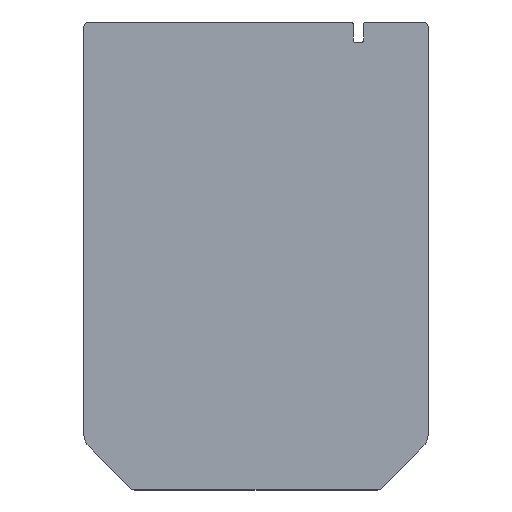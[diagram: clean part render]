
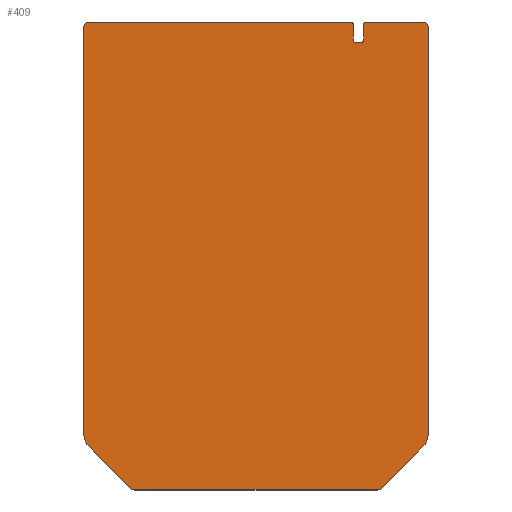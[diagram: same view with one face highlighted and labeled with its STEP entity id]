
A CAD part, top view. The second image highlights one B-rep face of the part: STEP entity #409.
In plain terms, the highlighted planar face has unit normal (0, 0, 1).
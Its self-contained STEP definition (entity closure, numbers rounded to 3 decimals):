
#19=PLANE('',#447);
#35=FACE_OUTER_BOUND('',#57,.T.);
#57=EDGE_LOOP('',(#319,#320,#321,#322,#323,#324,#325,#326,#327,#328,#329,
#330,#331,#332,#333,#334,#335,#336,#337,#338));
#75=LINE('',#608,#115);
#87=LINE('',#653,#127);
#91=LINE('',#664,#131);
#92=LINE('',#667,#132);
#93=LINE('',#671,#133);
#94=LINE('',#675,#134);
#95=LINE('',#679,#135);
#96=LINE('',#683,#136);
#97=LINE('',#687,#137);
#98=LINE('',#690,#138);
#115=VECTOR('',#481,12.);
#127=VECTOR('',#519,12.);
#131=VECTOR('',#533,4.);
#132=VECTOR('',#536,202.6);
#133=VECTOR('',#539,316.029);
#134=VECTOR('',#542,46.606);
#135=VECTOR('',#545,188.121);
#136=VECTOR('',#548,46.606);
#137=VECTOR('',#551,316.029);
#138=VECTOR('',#554,44.);
#151=CIRCLE('',#426,2.);
#162=CIRCLE('',#440,2.);
#163=CIRCLE('',#443,2.);
#164=CIRCLE('',#445,2.);
#165=CIRCLE('',#448,4.);
#166=CIRCLE('',#449,11.8);
#167=CIRCLE('',#450,4.);
#168=CIRCLE('',#451,4.);
#169=CIRCLE('',#452,11.8);
#170=CIRCLE('',#453,4.);
#171=VERTEX_POINT('',#595);
#172=VERTEX_POINT('',#596);
#176=VERTEX_POINT('',#606);
#194=VERTEX_POINT('',#646);
#195=VERTEX_POINT('',#648);
#196=VERTEX_POINT('',#652);
#197=VERTEX_POINT('',#656);
#198=VERTEX_POINT('',#660);
#199=VERTEX_POINT('',#666);
#200=VERTEX_POINT('',#668);
#201=VERTEX_POINT('',#670);
#202=VERTEX_POINT('',#672);
#203=VERTEX_POINT('',#674);
#204=VERTEX_POINT('',#676);
#205=VERTEX_POINT('',#678);
#206=VERTEX_POINT('',#680);
#207=VERTEX_POINT('',#682);
#208=VERTEX_POINT('',#684);
#209=VERTEX_POINT('',#686);
#210=VERTEX_POINT('',#688);
#211=EDGE_CURVE('',#171,#172,#151,.T.);
#217=EDGE_CURVE('',#171,#176,#75,.T.);
#237=EDGE_CURVE('',#194,#195,#162,.T.);
#239=EDGE_CURVE('',#196,#195,#87,.T.);
#241=EDGE_CURVE('',#196,#197,#163,.T.);
#244=EDGE_CURVE('',#198,#176,#164,.T.);
#245=EDGE_CURVE('',#198,#197,#91,.T.);
#246=EDGE_CURVE('',#199,#194,#92,.T.);
#247=EDGE_CURVE('',#200,#199,#165,.T.);
#248=EDGE_CURVE('',#201,#200,#93,.T.);
#249=EDGE_CURVE('',#202,#201,#166,.T.);
#250=EDGE_CURVE('',#203,#202,#94,.T.);
#251=EDGE_CURVE('',#204,#203,#167,.T.);
#252=EDGE_CURVE('',#205,#204,#95,.T.);
#253=EDGE_CURVE('',#206,#205,#168,.T.);
#254=EDGE_CURVE('',#207,#206,#96,.T.);
#255=EDGE_CURVE('',#208,#207,#169,.T.);
#256=EDGE_CURVE('',#209,#208,#97,.T.);
#257=EDGE_CURVE('',#210,#209,#170,.T.);
#258=EDGE_CURVE('',#172,#210,#98,.T.);
#319=ORIENTED_EDGE('',*,*,#211,.F.);
#320=ORIENTED_EDGE('',*,*,#217,.T.);
#321=ORIENTED_EDGE('',*,*,#244,.F.);
#322=ORIENTED_EDGE('',*,*,#245,.T.);
#323=ORIENTED_EDGE('',*,*,#241,.F.);
#324=ORIENTED_EDGE('',*,*,#239,.T.);
#325=ORIENTED_EDGE('',*,*,#237,.F.);
#326=ORIENTED_EDGE('',*,*,#246,.F.);
#327=ORIENTED_EDGE('',*,*,#247,.F.);
#328=ORIENTED_EDGE('',*,*,#248,.F.);
#329=ORIENTED_EDGE('',*,*,#249,.F.);
#330=ORIENTED_EDGE('',*,*,#250,.F.);
#331=ORIENTED_EDGE('',*,*,#251,.F.);
#332=ORIENTED_EDGE('',*,*,#252,.F.);
#333=ORIENTED_EDGE('',*,*,#253,.F.);
#334=ORIENTED_EDGE('',*,*,#254,.F.);
#335=ORIENTED_EDGE('',*,*,#255,.F.);
#336=ORIENTED_EDGE('',*,*,#256,.F.);
#337=ORIENTED_EDGE('',*,*,#257,.F.);
#338=ORIENTED_EDGE('',*,*,#258,.F.);
#409=ADVANCED_FACE('',(#35),#19,.T.);
#426=AXIS2_PLACEMENT_3D('',#597,#471,#472);
#440=AXIS2_PLACEMENT_3D('',#649,#514,#515);
#443=AXIS2_PLACEMENT_3D('',#657,#523,#524);
#445=AXIS2_PLACEMENT_3D('',#662,#529,#530);
#447=AXIS2_PLACEMENT_3D('',#665,#534,#535);
#448=AXIS2_PLACEMENT_3D('',#669,#537,#538);
#449=AXIS2_PLACEMENT_3D('',#673,#540,#541);
#450=AXIS2_PLACEMENT_3D('',#677,#543,#544);
#451=AXIS2_PLACEMENT_3D('',#681,#546,#547);
#452=AXIS2_PLACEMENT_3D('',#685,#549,#550);
#453=AXIS2_PLACEMENT_3D('',#689,#552,#553);
#471=DIRECTION('center_axis',(0.,0.,-1.));
#472=DIRECTION('ref_axis',(-0.707,0.707,0.));
#481=DIRECTION('',(0.,-1.,0.));
#514=DIRECTION('center_axis',(0.,0.,-1.));
#515=DIRECTION('ref_axis',(0.707,0.707,0.));
#519=DIRECTION('',(0.,1.,0.));
#523=DIRECTION('center_axis',(0.,0.,1.));
#524=DIRECTION('ref_axis',(-0.707,-0.707,0.));
#529=DIRECTION('center_axis',(0.,0.,1.));
#530=DIRECTION('ref_axis',(0.707,-0.707,0.));
#533=DIRECTION('',(-1.,0.,0.));
#534=DIRECTION('center_axis',(0.,0.,1.));
#535=DIRECTION('ref_axis',(1.,0.,0.));
#536=DIRECTION('',(1.,0.,0.));
#537=DIRECTION('center_axis',(0.,0.,-1.));
#538=DIRECTION('ref_axis',(0.,1.,0.));
#539=DIRECTION('',(0.,1.,0.));
#540=DIRECTION('center_axis',(0.,0.,-1.));
#541=DIRECTION('ref_axis',(-1.,0.,0.));
#542=DIRECTION('',(-0.707,0.707,0.));
#543=DIRECTION('center_axis',(0.,0.,-1.));
#544=DIRECTION('ref_axis',(-0.707,-0.707,0.));
#545=DIRECTION('',(-1.,0.,0.));
#546=DIRECTION('center_axis',(0.,0.,-1.));
#547=DIRECTION('ref_axis',(0.,-1.,0.));
#548=DIRECTION('',(-0.707,-0.707,0.));
#549=DIRECTION('center_axis',(0.,0.,-1.));
#550=DIRECTION('ref_axis',(0.707,-0.707,0.));
#551=DIRECTION('',(0.,-1.,0.));
#552=DIRECTION('center_axis',(0.,0.,-1.));
#553=DIRECTION('ref_axis',(1.,0.,0.));
#554=DIRECTION('',(1.,0.,0.));
#595=CARTESIAN_POINT('',(83.3,188.75,2.));
#596=CARTESIAN_POINT('',(85.3,190.75,2.));
#597=CARTESIAN_POINT('Origin',(85.3,188.75,2.));
#606=CARTESIAN_POINT('',(83.3,176.75,2.));
#608=CARTESIAN_POINT('',(83.3,107.973,2.));
#646=CARTESIAN_POINT('',(73.3,190.75,2.));
#648=CARTESIAN_POINT('',(75.3,188.75,2.));
#649=CARTESIAN_POINT('Origin',(73.3,188.75,2.));
#652=CARTESIAN_POINT('',(75.3,176.75,2.));
#653=CARTESIAN_POINT('',(75.3,99.973,2.));
#656=CARTESIAN_POINT('',(77.3,174.75,2.));
#657=CARTESIAN_POINT('Origin',(77.3,176.75,2.));
#660=CARTESIAN_POINT('',(81.3,174.75,2.));
#662=CARTESIAN_POINT('Origin',(81.3,176.75,2.));
#664=CARTESIAN_POINT('',(41.65,174.75,2.));
#665=CARTESIAN_POINT('Origin',(0.,25.196,2.));
#666=CARTESIAN_POINT('',(-129.3,190.75,2.));
#667=CARTESIAN_POINT('',(124.8,190.75,2.));
#668=CARTESIAN_POINT('',(-133.3,186.75,2.));
#669=CARTESIAN_POINT('Origin',(-129.3,186.75,2.));
#670=CARTESIAN_POINT('',(-133.3,-129.279,2.));
#671=CARTESIAN_POINT('',(-133.3,204.25,2.));
#672=CARTESIAN_POINT('',(-129.844,-137.623,2.));
#673=CARTESIAN_POINT('Origin',(-121.5,-129.279,2.));
#674=CARTESIAN_POINT('',(-96.889,-170.578,2.));
#675=CARTESIAN_POINT('',(-129.844,-137.623,2.));
#676=CARTESIAN_POINT('',(-94.06,-171.75,2.));
#677=CARTESIAN_POINT('Origin',(-94.06,-167.75,2.));
#678=CARTESIAN_POINT('',(94.06,-171.75,2.));
#679=CARTESIAN_POINT('',(-89.56,-171.75,2.));
#680=CARTESIAN_POINT('',(96.889,-170.578,2.));
#681=CARTESIAN_POINT('Origin',(94.06,-167.75,2.));
#682=CARTESIAN_POINT('',(129.844,-137.623,2.));
#683=CARTESIAN_POINT('',(96.889,-170.578,2.));
#684=CARTESIAN_POINT('',(133.3,-129.279,2.));
#685=CARTESIAN_POINT('Origin',(121.5,-129.279,2.));
#686=CARTESIAN_POINT('',(133.3,186.75,2.));
#687=CARTESIAN_POINT('',(133.3,-129.279,2.));
#688=CARTESIAN_POINT('',(129.3,190.75,2.));
#689=CARTESIAN_POINT('Origin',(129.3,186.75,2.));
#690=CARTESIAN_POINT('',(124.8,190.75,2.));
